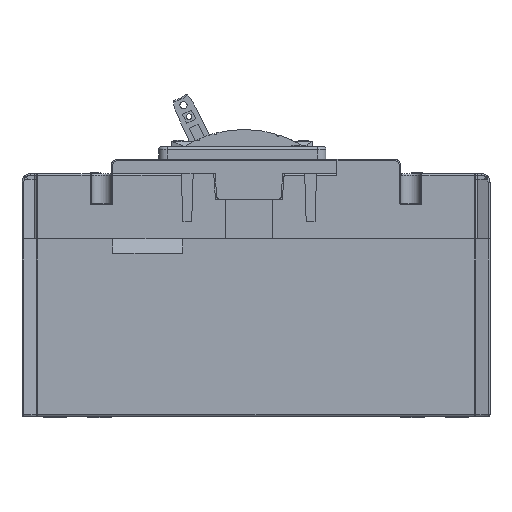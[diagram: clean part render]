
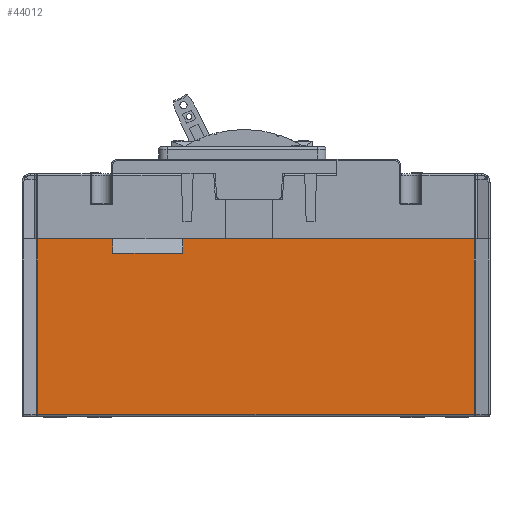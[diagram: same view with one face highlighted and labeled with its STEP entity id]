
A CAD part, left-side view. The second image highlights one B-rep face of the part: STEP entity #44012.
In plain terms, the highlighted planar face has unit normal (-1, 0, 0).
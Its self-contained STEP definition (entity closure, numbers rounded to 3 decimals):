
#1468 = VERTEX_POINT ( 'NONE', #65000 ) ;
#2147 = DIRECTION ( 'NONE',  ( 0., 0., 1. ) ) ;
#2244 = DIRECTION ( 'NONE',  ( 0., 0., -1. ) ) ;
#2543 = CARTESIAN_POINT ( 'NONE',  ( -55., -32., 116.5 ) ) ;
#2635 = CARTESIAN_POINT ( 'NONE',  ( -55., 16.019, 121.5 ) ) ;
#4114 = CARTESIAN_POINT ( 'NONE',  ( -55., -159.5, 121.5 ) ) ;
#4885 = ORIENTED_EDGE ( 'NONE', *, *, #40941, .T. ) ;
#5102 = VECTOR ( 'NONE', #31129, 1000. ) ;
#10271 = CARTESIAN_POINT ( 'NONE',  ( -55., -159.5, 59.5 ) ) ;
#10352 = VECTOR ( 'NONE', #15712, 1000. ) ;
#11690 = CARTESIAN_POINT ( 'NONE',  ( -55., -165., 59.5 ) ) ;
#13636 = DIRECTION ( 'NONE',  ( 0., 1., 0. ) ) ;
#15090 = CARTESIAN_POINT ( 'NONE',  ( -55., -165., 63.5 ) ) ;
#15605 = VERTEX_POINT ( 'NONE', #62253 ) ;
#15703 = ORIENTED_EDGE ( 'NONE', *, *, #17627, .T. ) ;
#15712 = DIRECTION ( 'NONE',  ( 0., -1., 0. ) ) ;
#17627 = EDGE_CURVE ( 'NONE', #66255, #1468, #89937, .T. ) ;
#21430 = ORIENTED_EDGE ( 'NONE', *, *, #88541, .F. ) ;
#23937 = VERTEX_POINT ( 'NONE', #94258 ) ;
#24139 = CARTESIAN_POINT ( 'NONE',  ( -55., -56.6, 116.5 ) ) ;
#24546 = DIRECTION ( 'NONE',  ( 0., 0., 1. ) ) ;
#25405 = VECTOR ( 'NONE', #2244, 1000. ) ;
#27569 = VECTOR ( 'NONE', #92645, 1000. ) ;
#28842 = DIRECTION ( 'NONE',  ( 1., 0., 0. ) ) ;
#29817 = LINE ( 'NONE', #2543, #73229 ) ;
#30396 = VECTOR ( 'NONE', #74754, 1000. ) ;
#31129 = DIRECTION ( 'NONE',  ( 0., 0., 1. ) ) ;
#33245 = LINE ( 'NONE', #11690, #27569 ) ;
#33409 = EDGE_CURVE ( 'NONE', #76789, #49196, #50729, .T. ) ;
#34343 = EDGE_CURVE ( 'NONE', #37123, #87508, #48291, .T. ) ;
#35020 = EDGE_CURVE ( 'NONE', #87508, #76789, #33245, .T. ) ;
#36234 = LINE ( 'NONE', #24139, #87496 ) ;
#37123 = VERTEX_POINT ( 'NONE', #68333 ) ;
#40861 = ORIENTED_EDGE ( 'NONE', *, *, #33409, .T. ) ;
#40941 = EDGE_CURVE ( 'NONE', #1468, #15605, #29817, .T. ) ;
#43199 = DIRECTION ( 'NONE',  ( 0., 1., 0. ) ) ;
#43460 = FACE_OUTER_BOUND ( 'NONE', #53980, .T. ) ;
#44012 = ADVANCED_FACE ( 'NONE', ( #43460 ), #72242, .F. ) ;
#44572 = LINE ( 'NONE', #59418, #10352 ) ;
#48291 = LINE ( 'NONE', #82227, #25405 ) ;
#49196 = VERTEX_POINT ( 'NONE', #62317 ) ;
#50729 = LINE ( 'NONE', #4114, #5102 ) ;
#53520 = EDGE_CURVE ( 'NONE', #37123, #15605, #63615, .T. ) ;
#53980 = EDGE_LOOP ( 'NONE', ( #15703, #4885, #56866, #94618, #63009, #40861, #87109, #21430 ) ) ;
#56866 = ORIENTED_EDGE ( 'NONE', *, *, #53520, .F. ) ;
#57330 = CARTESIAN_POINT ( 'NONE',  ( -55., -56.6, 116.5 ) ) ;
#59418 = CARTESIAN_POINT ( 'NONE',  ( -55., 16.019, 121.5 ) ) ;
#62253 = CARTESIAN_POINT ( 'NONE',  ( -55., -32., 121.5 ) ) ;
#62317 = CARTESIAN_POINT ( 'NONE',  ( -55., -159.5, 121.5 ) ) ;
#62617 = EDGE_CURVE ( 'NONE', #23937, #49196, #44572, .T. ) ;
#63009 = ORIENTED_EDGE ( 'NONE', *, *, #35020, .T. ) ;
#63615 = LINE ( 'NONE', #2635, #30396 ) ;
#65000 = CARTESIAN_POINT ( 'NONE',  ( -55., -32., 116.5 ) ) ;
#66255 = VERTEX_POINT ( 'NONE', #70013 ) ;
#68333 = CARTESIAN_POINT ( 'NONE',  ( -55., -5.5, 121.5 ) ) ;
#70013 = CARTESIAN_POINT ( 'NONE',  ( -55., -56.6, 116.5 ) ) ;
#71705 = VECTOR ( 'NONE', #13636, 1000. ) ;
#72242 = PLANE ( 'NONE',  #89465 ) ;
#73229 = VECTOR ( 'NONE', #24546, 1000. ) ;
#74754 = DIRECTION ( 'NONE',  ( 0., -1., 0. ) ) ;
#76789 = VERTEX_POINT ( 'NONE', #10271 ) ;
#82227 = CARTESIAN_POINT ( 'NONE',  ( -55., -5.5, 63.5 ) ) ;
#87109 = ORIENTED_EDGE ( 'NONE', *, *, #62617, .F. ) ;
#87496 = VECTOR ( 'NONE', #2147, 1000. ) ;
#87508 = VERTEX_POINT ( 'NONE', #91870 ) ;
#88541 = EDGE_CURVE ( 'NONE', #66255, #23937, #36234, .T. ) ;
#89465 = AXIS2_PLACEMENT_3D ( 'NONE', #15090, #28842, #43199 ) ;
#89937 = LINE ( 'NONE', #57330, #71705 ) ;
#91870 = CARTESIAN_POINT ( 'NONE',  ( -55., -5.5, 59.5 ) ) ;
#92645 = DIRECTION ( 'NONE',  ( 0., -1., 0. ) ) ;
#94258 = CARTESIAN_POINT ( 'NONE',  ( -55., -56.6, 121.5 ) ) ;
#94618 = ORIENTED_EDGE ( 'NONE', *, *, #34343, .T. ) ;
